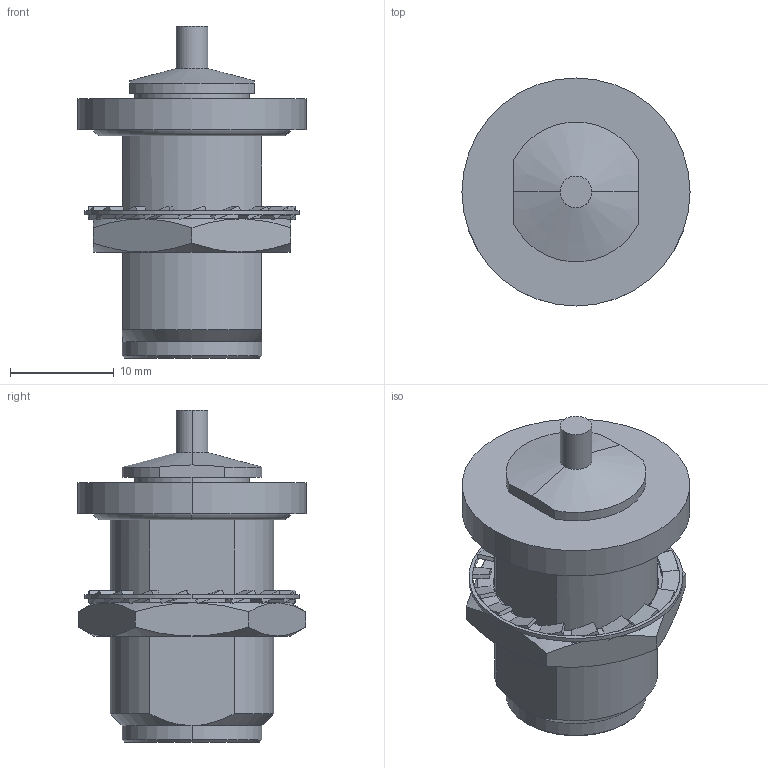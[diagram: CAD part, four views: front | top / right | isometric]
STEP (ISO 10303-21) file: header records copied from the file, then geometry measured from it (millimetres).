
FILE_DESCRIPTION (( 'STEP AP203' ), '1' );
FILE_NAME ('R161.335.200.STEP', '2012-11-13T10:08:39', ( 'user' ), ( '' ), 'SwSTEP 2.0', 'SolidWorks 2011', '' );
FILE_SCHEMA (( 'CONFIG_CONTROL_DESIGN' ));
Length unit declared in the file: millimetre
Products named in the file (1): R161.335.200
Bounding box: 22 x 22 x 32.02 mm (x, y, z)
Volume: 5145.6 mm3; surface area: 3628.9 mm2
Topology: 1 solids, 2 shells, 242 faces, 745 edges, 477 vertices
Faces by surface type: plane 107, cylinder 67, cone 54, torus 14
Entity records: 8914 total; most frequent: CARTESIAN_POINT 2293, ORIENTED_EDGE 1486, DIRECTION 1299, EDGE_CURVE 743, AXIS2_PLACEMENT_3D 515, VERTEX_POINT 477, EDGE_LOOP 292, CIRCLE 272
